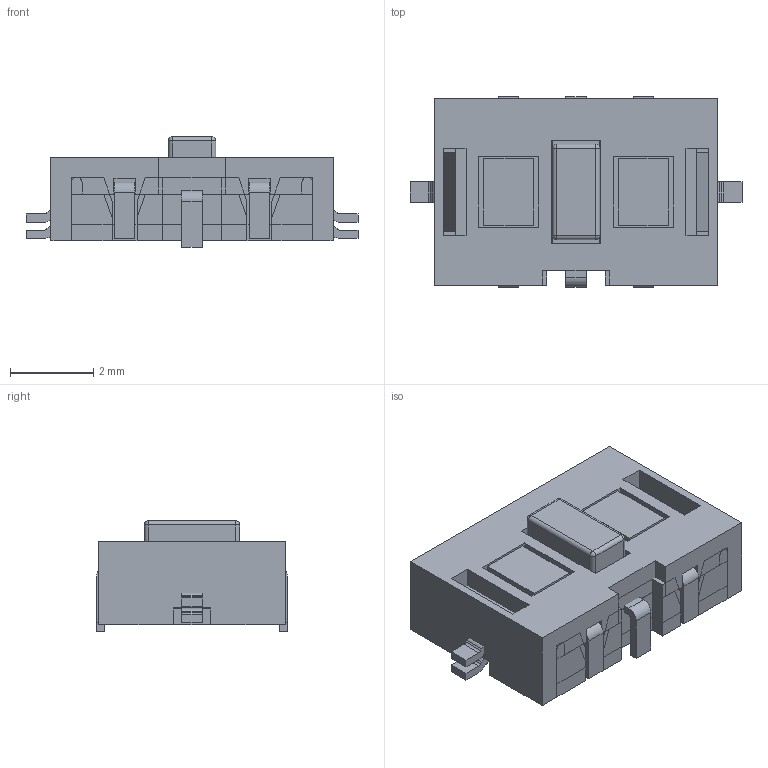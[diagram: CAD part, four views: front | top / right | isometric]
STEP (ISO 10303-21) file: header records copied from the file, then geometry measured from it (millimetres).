
FILE_DESCRIPTION( ( 'Unknown' ), '1' );
FILE_NAME( '444xx21025816.stp', 'Unknown', ( 'WJelisarow' ), ( 'Würth Elektronik eiSos' ), 'PSStep 14.0', 'Unknown', ' ' );
FILE_SCHEMA( ( 'AUTOMOTIVE_DESIGN { 1 0 10303 214 1 1 1 1 }' ) );
Length unit declared in the file: millimetre
Products named in the file (5): Assem1; Cover; Base Frame; Actuator; LED
Bounding box: 8 x 4.6 x 2.66 mm (x, y, z)
Surface area: 471.5 mm2
Topology: 9 solids, 9 shells, 490 faces, 1354 edges, 884 vertices
Faces by surface type: plane 430, cylinder 52, sphere 8
Entity records: 9241 total; most frequent: CARTESIAN_POINT 1304, ORIENTED_EDGE 1286, DIRECTION 1169, EDGE_CURVE 643, LINE 595, VECTOR 595, VERTEX_POINT 422, AXIS2_PLACEMENT_3D 287
